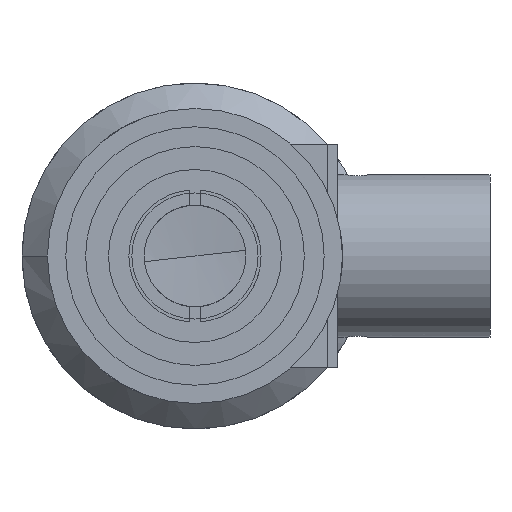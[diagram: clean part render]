
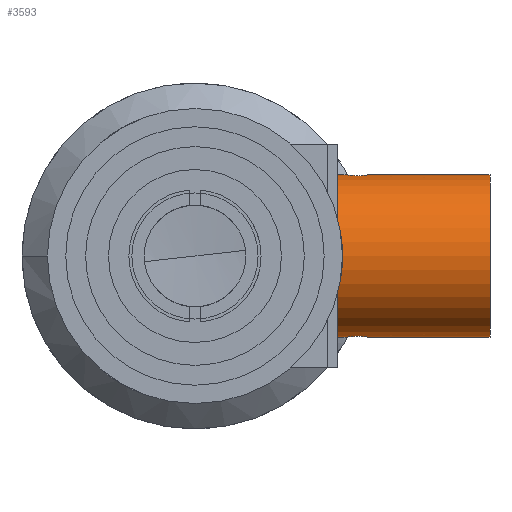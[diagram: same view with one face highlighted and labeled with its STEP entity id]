
A CAD part, front view. The second image highlights one B-rep face of the part: STEP entity #3593.
In plain terms, the highlighted cylindrical face has radius 8 mm (diameter 16 mm), a partial arc.
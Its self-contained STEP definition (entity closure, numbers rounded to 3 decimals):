
#47 = VERTEX_POINT ( 'NONE', #1199 ) ;
#53 = CARTESIAN_POINT ( 'NONE',  ( 14., -67.41, 8. ) ) ;
#65 = VECTOR ( 'NONE', #2174, 1000. ) ;
#97 = ORIENTED_EDGE ( 'NONE', *, *, #2898, .T. ) ;
#100 = CARTESIAN_POINT ( 'NONE',  ( 14.908, -68.04, -7.977 ) ) ;
#118 = CARTESIAN_POINT ( 'NONE',  ( 17.092, -68.04, -7.977 ) ) ;
#169 = DIRECTION ( 'NONE',  ( 0., 0., 1. ) ) ;
#183 = DIRECTION ( 'NONE',  ( -1., 0., 0. ) ) ;
#192 = CARTESIAN_POINT ( 'NONE',  ( 29., -67.41, 0. ) ) ;
#198 = CARTESIAN_POINT ( 'NONE',  ( 16.999, -68.179, 7.964 ) ) ;
#216 = CARTESIAN_POINT ( 'NONE',  ( 14.814, -67.813, 7.99 ) ) ;
#272 = VECTOR ( 'NONE', #471, 1000. ) ;
#286 = ORIENTED_EDGE ( 'NONE', *, *, #1695, .T. ) ;
#388 = VECTOR ( 'NONE', #2467, 1000. ) ;
#414 = ORIENTED_EDGE ( 'NONE', *, *, #1831, .T. ) ;
#434 = CARTESIAN_POINT ( 'NONE',  ( 14.75, -67.41, -8. ) ) ;
#448 = CARTESIAN_POINT ( 'NONE',  ( 15.231, -68.409, -7.938 ) ) ;
#465 = CARTESIAN_POINT ( 'NONE',  ( 17.21, -67.735, -7.994 ) ) ;
#471 = DIRECTION ( 'NONE',  ( 1., 0., 0. ) ) ;
#489 = B_SPLINE_CURVE_WITH_KNOTS ( 'NONE', 3,
 ( #434, #3719, #2107, #100, #2412, #448, #2738, #783, #3073, #1123, #3395, #1452, #3731, #1779, #4082, #2118, #118, #2424, #465, #2752, #803, #3085 ),
 .UNSPECIFIED., .F., .F.,
 ( 4, 2, 2, 2, 2, 2, 2, 2, 2, 2, 4 ),
 ( 0., 0., 0.001, 0.001, 0.002, 0.002, 0.002, 0.003, 0.003, 0.004, 0.004 ),
 .UNSPECIFIED. ) ;
#547 = CARTESIAN_POINT ( 'NONE',  ( 16.629, -68.502, 7.925 ) ) ;
#562 = CARTESIAN_POINT ( 'NONE',  ( 14.758, -67.575, 7.999 ) ) ;
#755 = CIRCLE ( 'NONE', #3273, 8. ) ;
#783 = CARTESIAN_POINT ( 'NONE',  ( 15.672, -68.627, -7.907 ) ) ;
#803 = CARTESIAN_POINT ( 'NONE',  ( 17.25, -67.492, -8. ) ) ;
#819 = CARTESIAN_POINT ( 'NONE',  ( 14., -75.41, 0. ) ) ;
#860 = DIRECTION ( 'NONE',  ( 0., 0., -1. ) ) ;
#881 = CARTESIAN_POINT ( 'NONE',  ( 16.164, -68.66, 7.902 ) ) ;
#898 = CARTESIAN_POINT ( 'NONE',  ( 14.75, -67.41, 8. ) ) ;
#1004 = CARTESIAN_POINT ( 'NONE',  ( 17.25, -67.41, -8. ) ) ;
#1123 = CARTESIAN_POINT ( 'NONE',  ( 16.081, -68.66, -7.902 ) ) ;
#1175 = LINE ( 'NONE', #4131, #272 ) ;
#1199 = CARTESIAN_POINT ( 'NONE',  ( 14.75, -67.41, 8. ) ) ;
#1222 = CARTESIAN_POINT ( 'NONE',  ( 15.836, -68.652, 7.903 ) ) ;
#1312 = VERTEX_POINT ( 'NONE', #4226 ) ;
#1452 = CARTESIAN_POINT ( 'NONE',  ( 16.325, -68.62, -7.908 ) ) ;
#1517 = CARTESIAN_POINT ( 'NONE',  ( 14., -67.41, 0. ) ) ;
#1533 = CARTESIAN_POINT ( 'NONE',  ( 17.25, -67.575, 8. ) ) ;
#1543 = CARTESIAN_POINT ( 'NONE',  ( 15.597, -68.596, 7.912 ) ) ;
#1557 = ORIENTED_EDGE ( 'NONE', *, *, #1664, .F. ) ;
#1563 = CIRCLE ( 'NONE', #1813, 8. ) ;
#1567 = EDGE_CURVE ( 'NONE', #3645, #3877, #1175, .T. ) ;
#1577 = CARTESIAN_POINT ( 'NONE',  ( 17.25, -67.41, 8. ) ) ;
#1660 = EDGE_CURVE ( 'NONE', #1312, #3950, #3555, .T. ) ;
#1664 = EDGE_CURVE ( 'NONE', #2445, #47, #1826, .T. ) ;
#1695 = EDGE_CURVE ( 'NONE', #4002, #3877, #755, .T. ) ;
#1777 = CIRCLE ( 'NONE', #2937, 8. ) ;
#1779 = CARTESIAN_POINT ( 'NONE',  ( 16.63, -68.502, -7.925 ) ) ;
#1813 = AXIS2_PLACEMENT_3D ( 'NONE', #1517, #3805, #1838 ) ;
#1826 = LINE ( 'NONE', #2816, #65 ) ;
#1831 = EDGE_CURVE ( 'NONE', #1973, #4002, #2841, .T. ) ;
#1833 = DIRECTION ( 'NONE',  ( -1., 0., 0. ) ) ;
#1838 = DIRECTION ( 'NONE',  ( 0., 0., 1. ) ) ;
#1864 = CARTESIAN_POINT ( 'NONE',  ( 15.233, -68.41, 7.938 ) ) ;
#1870 = VECTOR ( 'NONE', #2696, 1000. ) ;
#1973 = VERTEX_POINT ( 'NONE', #1004 ) ;
#2004 = CARTESIAN_POINT ( 'NONE',  ( 29., -67.41, -8. ) ) ;
#2107 = CARTESIAN_POINT ( 'NONE',  ( 14.783, -67.738, -7.995 ) ) ;
#2118 = CARTESIAN_POINT ( 'NONE',  ( 17., -68.177, -7.964 ) ) ;
#2154 = ORIENTED_EDGE ( 'NONE', *, *, #2852, .F. ) ;
#2174 = DIRECTION ( 'NONE',  ( 1., 0., 0. ) ) ;
#2189 = CARTESIAN_POINT ( 'NONE',  ( 17.092, -68.04, 7.977 ) ) ;
#2202 = CARTESIAN_POINT ( 'NONE',  ( 14.908, -68.04, 7.977 ) ) ;
#2412 = CARTESIAN_POINT ( 'NONE',  ( 15.001, -68.179, -7.964 ) ) ;
#2424 = CARTESIAN_POINT ( 'NONE',  ( 17.186, -67.813, -7.99 ) ) ;
#2441 = CARTESIAN_POINT ( 'NONE',  ( 14., -67.41, -8. ) ) ;
#2445 = VERTEX_POINT ( 'NONE', #53 ) ;
#2467 = DIRECTION ( 'NONE',  ( 1., 0., 0. ) ) ;
#2497 = CARTESIAN_POINT ( 'NONE',  ( 16.769, -68.409, 7.938 ) ) ;
#2507 = CARTESIAN_POINT ( 'NONE',  ( 14.79, -67.735, 7.994 ) ) ;
#2585 = CARTESIAN_POINT ( 'NONE',  ( 14.75, -67.41, -8. ) ) ;
#2618 = ORIENTED_EDGE ( 'NONE', *, *, #1660, .T. ) ;
#2696 = DIRECTION ( 'NONE',  ( 1., 0., 0. ) ) ;
#2738 = CARTESIAN_POINT ( 'NONE',  ( 15.371, -68.502, -7.925 ) ) ;
#2752 = CARTESIAN_POINT ( 'NONE',  ( 17.242, -67.575, -7.999 ) ) ;
#2777 = CYLINDRICAL_SURFACE ( 'NONE', #4081, 8. ) ;
#2798 = CARTESIAN_POINT ( 'NONE',  ( 14., -67.41, 0. ) ) ;
#2811 = DIRECTION ( 'NONE',  ( 1., 0., 0. ) ) ;
#2816 = CARTESIAN_POINT ( 'NONE',  ( 14., -67.41, 8. ) ) ;
#2832 = CARTESIAN_POINT ( 'NONE',  ( 16.328, -68.627, 7.907 ) ) ;
#2841 = LINE ( 'NONE', #3352, #1870 ) ;
#2849 = CARTESIAN_POINT ( 'NONE',  ( 14.75, -67.492, 8. ) ) ;
#2852 = EDGE_CURVE ( 'NONE', #4207, #2445, #1563, .T. ) ;
#2881 = FACE_OUTER_BOUND ( 'NONE', #3818, .T. ) ;
#2898 = EDGE_CURVE ( 'NONE', #3645, #47, #3178, .T. ) ;
#2934 = ORIENTED_EDGE ( 'NONE', *, *, #3434, .T. ) ;
#2937 = AXIS2_PLACEMENT_3D ( 'NONE', #3800, #1833, #4128 ) ;
#3073 = CARTESIAN_POINT ( 'NONE',  ( 15.836, -68.66, -7.902 ) ) ;
#3085 = CARTESIAN_POINT ( 'NONE',  ( 17.25, -67.41, -8. ) ) ;
#3126 = ORIENTED_EDGE ( 'NONE', *, *, #1567, .F. ) ;
#3146 = CARTESIAN_POINT ( 'NONE',  ( 17.25, -67.41, 8. ) ) ;
#3162 = CARTESIAN_POINT ( 'NONE',  ( 15.919, -68.66, 7.902 ) ) ;
#3178 = B_SPLINE_CURVE_WITH_KNOTS ( 'NONE', 3,
 ( #3146, #1533, #4152, #2189, #198, #2497, #547, #2832, #881, #3162, #1222, #3480, #1543, #3840, #1864, #4163, #2202, #216, #2507, #562, #2849, #898 ),
 .UNSPECIFIED., .F., .F.,
 ( 4, 2, 2, 2, 2, 2, 2, 2, 2, 2, 4 ),
 ( 0., 0., 0.001, 0.001, 0.002, 0.002, 0.002, 0.003, 0.003, 0.004, 0.004 ),
 .UNSPECIFIED. ) ;
#3273 = AXIS2_PLACEMENT_3D ( 'NONE', #192, #183, #169 ) ;
#3352 = CARTESIAN_POINT ( 'NONE',  ( 14., -67.41, -8. ) ) ;
#3395 = CARTESIAN_POINT ( 'NONE',  ( 16.164, -68.652, -7.903 ) ) ;
#3434 = EDGE_CURVE ( 'NONE', #3950, #1973, #489, .T. ) ;
#3480 = CARTESIAN_POINT ( 'NONE',  ( 15.675, -68.62, 7.908 ) ) ;
#3535 = CARTESIAN_POINT ( 'NONE',  ( 29., -67.41, 8. ) ) ;
#3555 = LINE ( 'NONE', #2441, #388 ) ;
#3593 = ADVANCED_FACE ( 'NONE', ( #2881 ), #2777, .T. ) ;
#3645 = VERTEX_POINT ( 'NONE', #1577 ) ;
#3719 = CARTESIAN_POINT ( 'NONE',  ( 14.75, -67.575, -8. ) ) ;
#3731 = CARTESIAN_POINT ( 'NONE',  ( 16.403, -68.596, -7.912 ) ) ;
#3783 = ORIENTED_EDGE ( 'NONE', *, *, #4222, .F. ) ;
#3800 = CARTESIAN_POINT ( 'NONE',  ( 14., -67.41, 0. ) ) ;
#3805 = DIRECTION ( 'NONE',  ( -1., 0., 0. ) ) ;
#3818 = EDGE_LOOP ( 'NONE', ( #1557, #2154, #3783, #2618, #2934, #414, #286, #3126, #97 ) ) ;
#3840 = CARTESIAN_POINT ( 'NONE',  ( 15.37, -68.502, 7.925 ) ) ;
#3877 = VERTEX_POINT ( 'NONE', #3535 ) ;
#3950 = VERTEX_POINT ( 'NONE', #2585 ) ;
#4002 = VERTEX_POINT ( 'NONE', #2004 ) ;
#4081 = AXIS2_PLACEMENT_3D ( 'NONE', #2798, #2811, #860 ) ;
#4082 = CARTESIAN_POINT ( 'NONE',  ( 16.767, -68.41, -7.938 ) ) ;
#4128 = DIRECTION ( 'NONE',  ( 0., 0., 1. ) ) ;
#4131 = CARTESIAN_POINT ( 'NONE',  ( 14., -67.41, 8. ) ) ;
#4152 = CARTESIAN_POINT ( 'NONE',  ( 17.217, -67.738, 7.995 ) ) ;
#4163 = CARTESIAN_POINT ( 'NONE',  ( 15., -68.177, 7.964 ) ) ;
#4207 = VERTEX_POINT ( 'NONE', #819 ) ;
#4222 = EDGE_CURVE ( 'NONE', #1312, #4207, #1777, .T. ) ;
#4226 = CARTESIAN_POINT ( 'NONE',  ( 14., -67.41, -8. ) ) ;
